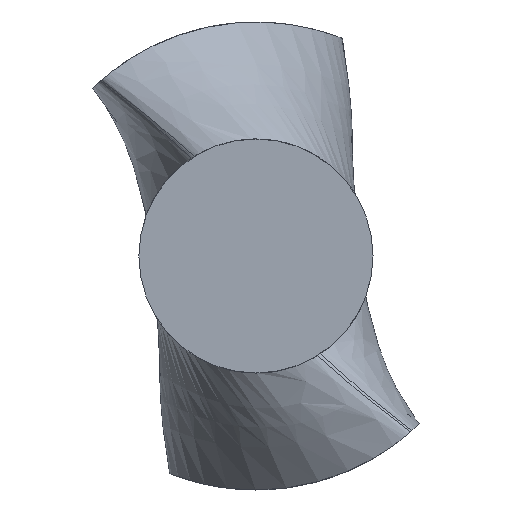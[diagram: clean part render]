
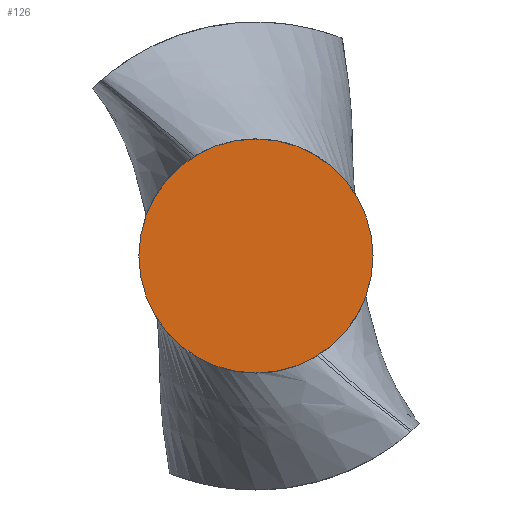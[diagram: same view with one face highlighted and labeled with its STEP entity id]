
A CAD part, left-side view. The second image highlights one B-rep face of the part: STEP entity #126.
In plain terms, the highlighted planar face has unit normal (-1, 0, 0).
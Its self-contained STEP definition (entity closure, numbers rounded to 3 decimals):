
#12=PLANE($,#138);
#14=CIRCLE($,#136,125.05);
#28=FACE_OUTER_BOUND($,#40,.T.);
#40=EDGE_LOOP($,(#98));
#64=VERTEX_POINT($,#2578);
#78=EDGE_CURVE($,#64,#64,#14,.T.);
#98=ORIENTED_EDGE($,*,*,#78,.T.);
#126=ADVANCED_FACE($,(#28),#12,.F.);
#136=AXIS2_PLACEMENT_3D($,#2579,#148,#149);
#138=AXIS2_PLACEMENT_3D($,#2582,#152,#153);
#148=DIRECTION('center_axis',(-1.,0.,0.));
#149=DIRECTION('ref_axis',(0.,-1.,0.));
#152=DIRECTION('center_axis',(1.,0.,0.));
#153=DIRECTION('ref_axis',(0.,0.,-1.));
#2578=CARTESIAN_POINT('',(-158.,125.05,0.));
#2579=CARTESIAN_POINT('Origin',(-158.,0.,0.));
#2582=CARTESIAN_POINT('Origin',(-158.,0.,0.));
